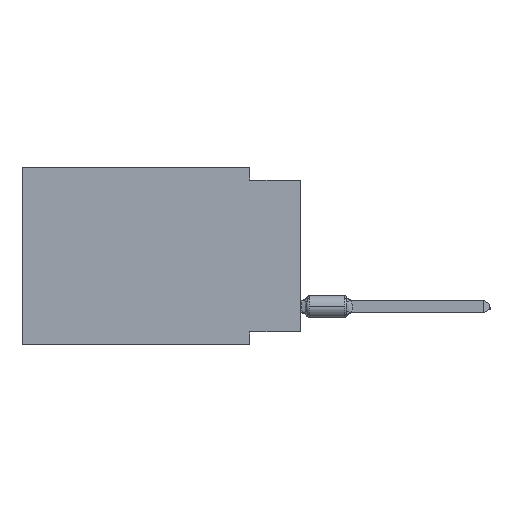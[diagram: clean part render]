
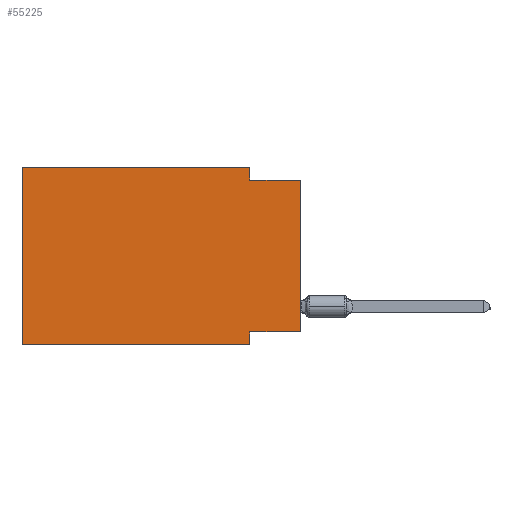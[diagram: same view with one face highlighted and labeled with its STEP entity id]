
A CAD part, left-side view. The second image highlights one B-rep face of the part: STEP entity #55225.
In plain terms, the highlighted planar face has unit normal (-1, 0, 0).
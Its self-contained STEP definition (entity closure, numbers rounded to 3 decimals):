
#344 = EDGE_CURVE ( 'NONE', #8045, #46599, #46303, .T. ) ;
#594 = DIRECTION ( 'NONE',  ( 0., -1., 0. ) ) ;
#684 = ORIENTED_EDGE ( 'NONE', *, *, #11236, .F. ) ;
#3637 = VECTOR ( 'NONE', #29312, 1000. ) ;
#4516 = LINE ( 'NONE', #38849, #49478 ) ;
#5147 = VERTEX_POINT ( 'NONE', #46649 ) ;
#5205 = CARTESIAN_POINT ( 'NONE',  ( 0., 2.54, -0.635 ) ) ;
#6792 = VECTOR ( 'NONE', #26700, 1000. ) ;
#7554 = LINE ( 'NONE', #36585, #49081 ) ;
#8045 = VERTEX_POINT ( 'NONE', #12106 ) ;
#8962 = VECTOR ( 'NONE', #29397, 1000. ) ;
#10452 = ORIENTED_EDGE ( 'NONE', *, *, #22856, .F. ) ;
#10517 = VERTEX_POINT ( 'NONE', #50045 ) ;
#11055 = ORIENTED_EDGE ( 'NONE', *, *, #23851, .F. ) ;
#11180 = DIRECTION ( 'NONE',  ( 0., 0., -1. ) ) ;
#11236 = EDGE_CURVE ( 'NONE', #10517, #36796, #18122, .T. ) ;
#11781 = VERTEX_POINT ( 'NONE', #36443 ) ;
#11888 = LINE ( 'NONE', #20274, #45582 ) ;
#12106 = CARTESIAN_POINT ( 'NONE',  ( 0., 0., -8.255 ) ) ;
#13830 = ORIENTED_EDGE ( 'NONE', *, *, #344, .T. ) ;
#16250 = CARTESIAN_POINT ( 'NONE',  ( 0., 0., -0.635 ) ) ;
#16571 = ORIENTED_EDGE ( 'NONE', *, *, #18600, .F. ) ;
#17714 = EDGE_CURVE ( 'NONE', #26872, #18697, #11888, .T. ) ;
#18122 = LINE ( 'NONE', #48561, #41573 ) ;
#18600 = EDGE_CURVE ( 'NONE', #18697, #10517, #41696, .T. ) ;
#18697 = VERTEX_POINT ( 'NONE', #39425 ) ;
#20274 = CARTESIAN_POINT ( 'NONE',  ( 0., 13.97, 0. ) ) ;
#21571 = CARTESIAN_POINT ( 'NONE',  ( 0., 13.97, 0. ) ) ;
#22856 = EDGE_CURVE ( 'NONE', #36796, #46599, #25146, .T. ) ;
#23506 = ORIENTED_EDGE ( 'NONE', *, *, #17714, .F. ) ;
#23851 = EDGE_CURVE ( 'NONE', #11781, #5147, #7554, .T. ) ;
#25146 = LINE ( 'NONE', #37956, #3637 ) ;
#25241 = ORIENTED_EDGE ( 'NONE', *, *, #29293, .T. ) ;
#25533 = PLANE ( 'NONE',  #35641 ) ;
#26700 = DIRECTION ( 'NONE',  ( 0., 1., 0. ) ) ;
#26872 = VERTEX_POINT ( 'NONE', #47714 ) ;
#27609 = DIRECTION ( 'NONE',  ( 0., 0., -1. ) ) ;
#28028 = ORIENTED_EDGE ( 'NONE', *, *, #35197, .F. ) ;
#29293 = EDGE_CURVE ( 'NONE', #26872, #5147, #4516, .T. ) ;
#29312 = DIRECTION ( 'NONE',  ( 0., -1., 0. ) ) ;
#29397 = DIRECTION ( 'NONE',  ( 0., -1., 0. ) ) ;
#29432 = CARTESIAN_POINT ( 'NONE',  ( 0., 13.97, 0. ) ) ;
#30317 = LINE ( 'NONE', #44008, #6792 ) ;
#33371 = DIRECTION ( 'NONE',  ( 0., 0., 1. ) ) ;
#35197 = EDGE_CURVE ( 'NONE', #8045, #11781, #30317, .T. ) ;
#35641 = AXIS2_PLACEMENT_3D ( 'NONE', #29432, #42830, #38628 ) ;
#36443 = CARTESIAN_POINT ( 'NONE',  ( 0., 2.54, -8.255 ) ) ;
#36585 = CARTESIAN_POINT ( 'NONE',  ( 0., 2.54, -8.89 ) ) ;
#36796 = VERTEX_POINT ( 'NONE', #5205 ) ;
#37956 = CARTESIAN_POINT ( 'NONE',  ( 0., 0., -0.635 ) ) ;
#37967 = VECTOR ( 'NONE', #54374, 1000. ) ;
#38628 = DIRECTION ( 'NONE',  ( 0., 0., -1. ) ) ;
#38849 = CARTESIAN_POINT ( 'NONE',  ( 0., 13.97, -8.89 ) ) ;
#38907 = FACE_OUTER_BOUND ( 'NONE', #51147, .T. ) ;
#39425 = CARTESIAN_POINT ( 'NONE',  ( 0., 13.97, 0. ) ) ;
#41573 = VECTOR ( 'NONE', #27609, 1000. ) ;
#41696 = LINE ( 'NONE', #21571, #8962 ) ;
#42830 = DIRECTION ( 'NONE',  ( 1., 0., 0. ) ) ;
#44008 = CARTESIAN_POINT ( 'NONE',  ( 0., 0., -8.255 ) ) ;
#45582 = VECTOR ( 'NONE', #33371, 1000. ) ;
#46303 = LINE ( 'NONE', #50752, #37967 ) ;
#46599 = VERTEX_POINT ( 'NONE', #16250 ) ;
#46649 = CARTESIAN_POINT ( 'NONE',  ( 0., 2.54, -8.89 ) ) ;
#47714 = CARTESIAN_POINT ( 'NONE',  ( 0., 13.97, -8.89 ) ) ;
#48561 = CARTESIAN_POINT ( 'NONE',  ( 0., 2.54, 0. ) ) ;
#49081 = VECTOR ( 'NONE', #11180, 1000. ) ;
#49478 = VECTOR ( 'NONE', #594, 1000. ) ;
#50045 = CARTESIAN_POINT ( 'NONE',  ( 0., 2.54, 0. ) ) ;
#50752 = CARTESIAN_POINT ( 'NONE',  ( 0., 0., 0. ) ) ;
#51147 = EDGE_LOOP ( 'NONE', ( #13830, #10452, #684, #16571, #23506, #25241, #11055, #28028 ) ) ;
#54374 = DIRECTION ( 'NONE',  ( 0., 0., 1. ) ) ;
#55225 = ADVANCED_FACE ( 'NONE', ( #38907 ), #25533, .F. ) ;
